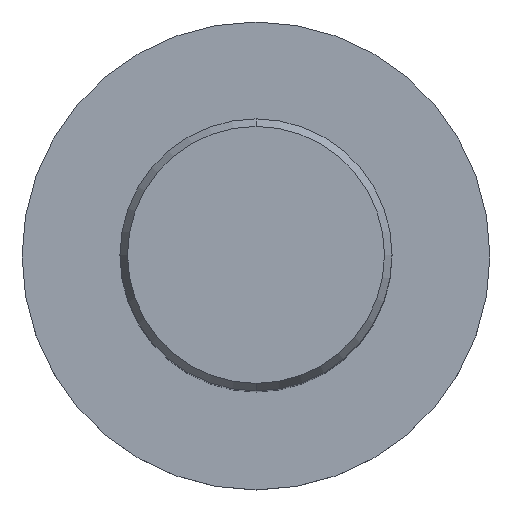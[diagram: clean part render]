
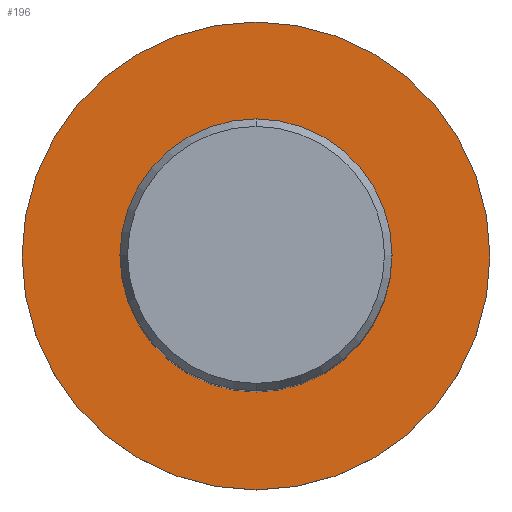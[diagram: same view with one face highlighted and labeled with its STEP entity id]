
A CAD part, top view. The second image highlights one B-rep face of the part: STEP entity #196.
In plain terms, the highlighted planar face has unit normal (0, 0, 1).
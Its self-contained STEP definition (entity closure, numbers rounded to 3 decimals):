
#196=ADVANCED_FACE('',(#530,#531),#532,.T.);
#246=EDGE_CURVE('',#470,#430,#591,.T.);
#298=EDGE_CURVE('',#414,#484,#645,.T.);
#328=EDGE_CURVE('',#484,#414,#680,.T.);
#408=EDGE_CURVE('',#430,#470,#766,.T.);
#414=VERTEX_POINT('',#772);
#430=VERTEX_POINT('',#789);
#470=VERTEX_POINT('',#832);
#484=VERTEX_POINT('',#846);
#530=FACE_BOUND('',#889,.T.);
#531=FACE_OUTER_BOUND('',#890,.T.);
#532=PLANE('',#891);
#591=CIRCLE('',#976,21.5);
#645=CIRCLE('',#1087,12.5);
#680=CIRCLE('',#1162,12.5);
#766=CIRCLE('',#1356,21.5);
#772=CARTESIAN_POINT('',(0.,-12.5,-56.0));
#789=CARTESIAN_POINT('',(0.0,21.5,-56.0));
#832=CARTESIAN_POINT('',(0.,-21.5,-56.0));
#846=CARTESIAN_POINT('',(0.0,12.5,-56.0));
#889=EDGE_LOOP('',(#1593,#1594));
#890=EDGE_LOOP('',(#1595,#1596));
#891=AXIS2_PLACEMENT_3D('',#1597,#1598,#1599);
#976=AXIS2_PLACEMENT_3D('',#1689,#1690,#1691);
#1087=AXIS2_PLACEMENT_3D('',#1730,#1731,#1732);
#1162=AXIS2_PLACEMENT_3D('',#1785,#1786,#1787);
#1356=AXIS2_PLACEMENT_3D('',#1871,#1872,#1873);
#1593=ORIENTED_EDGE('',*,*,#328,.T.);
#1594=ORIENTED_EDGE('',*,*,#298,.T.);
#1595=ORIENTED_EDGE('',*,*,#408,.F.);
#1596=ORIENTED_EDGE('',*,*,#246,.F.);
#1597=CARTESIAN_POINT('',(0.0,10.75,-56.0));
#1598=DIRECTION('',(-0.0,0.0,1.0));
#1599=DIRECTION('',(0.0,-1.0,0.0));
#1689=CARTESIAN_POINT('',(0.0,0.0,-56.0));
#1690=DIRECTION('',(0.0,0.0,-1.0));
#1691=DIRECTION('',(0.0,1.0,0.0));
#1730=CARTESIAN_POINT('',(0.0,0.0,-56.0));
#1731=DIRECTION('',(-0.0,0.0,-1.0));
#1732=DIRECTION('',(0.0,1.0,0.0));
#1785=CARTESIAN_POINT('',(0.0,0.0,-56.0));
#1786=DIRECTION('',(-0.0,0.0,-1.0));
#1787=DIRECTION('',(0.0,1.0,0.0));
#1871=CARTESIAN_POINT('',(0.0,0.0,-56.0));
#1872=DIRECTION('',(0.0,0.0,-1.0));
#1873=DIRECTION('',(0.0,1.0,0.0));
